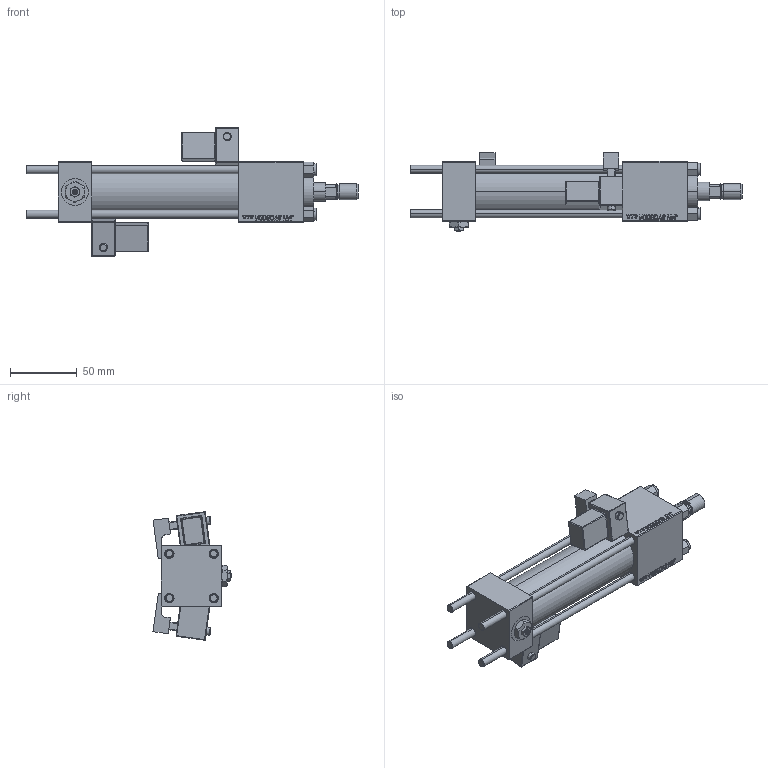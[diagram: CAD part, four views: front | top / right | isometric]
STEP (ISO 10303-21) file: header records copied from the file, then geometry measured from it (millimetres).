
FILE_DESCRIPTION (( 'STEP AP203' ), '1' );
FILE_NAME ('3078.STEP', '2026-03-04T09:57:23', ( '' ), ( '' ), 'SwSTEP 2.0', 'SolidWorks 2019', '' );
FILE_SCHEMA (( 'CONFIG_CONTROL_DESIGN' ));
Length unit declared in the file: millimetre
Products named in the file (9): Zatka_pro_OIL_PORT dc17f7129402d503421a4be11f621f4a; V215CR_VCP dc17f7129402d503421a4be11f621f4a; ROD_END_AH dc17f7129402d503421a4be11f621f4a; NUT_M5 dc17f7129402d503421a4be11f621f4a; CR025_012_A_0_G_A_G_M_020_+#_##_TYCINKA dc17f7129402d503421a4be11f621f4a; V215CR_BODY_A dc17f7129402d503421a4be11f621f4a; V215_VC_A dc17f7129402d503421a4be11f621f4a; 3078; V215CR_MSU dc17f7129402d503421a4be11f621f4a
Assembly tree (15 placements, depth 2):
  3078
    V215CR_BODY_A dc17f7129402d503421a4be11f621f4a
    CR025_012_A_0_G_A_G_M_020_+#_##_TYCINKA dc17f7129402d503421a4be11f621f4a  x4
    NUT_M5 dc17f7129402d503421a4be11f621f4a  x4
    V215CR_VCP dc17f7129402d503421a4be11f621f4a
    V215_VC_A dc17f7129402d503421a4be11f621f4a
    ROD_END_AH dc17f7129402d503421a4be11f621f4a
    V215CR_MSU dc17f7129402d503421a4be11f621f4a  x2
    Zatka_pro_OIL_PORT dc17f7129402d503421a4be11f621f4a
Bounding box: 248 x 58.41 x 96.03 mm (x, y, z)
Volume: 275292.3 mm3; surface area: 107153.8 mm2
Topology: 15 solids, 15 shells, 1356 faces, 3364 edges, 2133 vertices
Faces by surface type: plane 606, bspline 392, cone 162, cylinder 150, sphere 24, torus 22
Entity records: 54263 total; most frequent: CARTESIAN_POINT 27935, ORIENTED_EDGE 5826, DIRECTION 3919, EDGE_CURVE 2913, VERTEX_POINT 1889, LINE 1739, VECTOR 1739, EDGE_LOOP 1294
